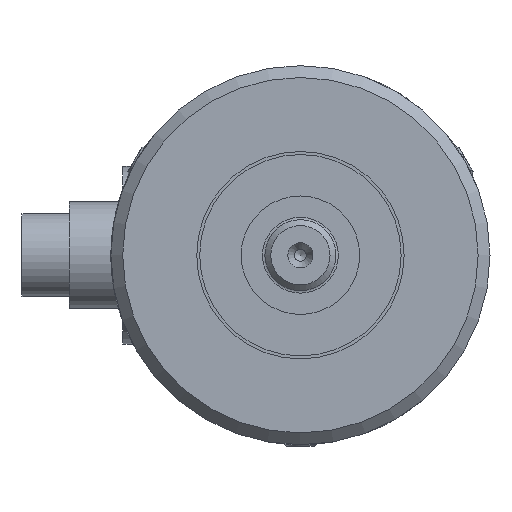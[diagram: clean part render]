
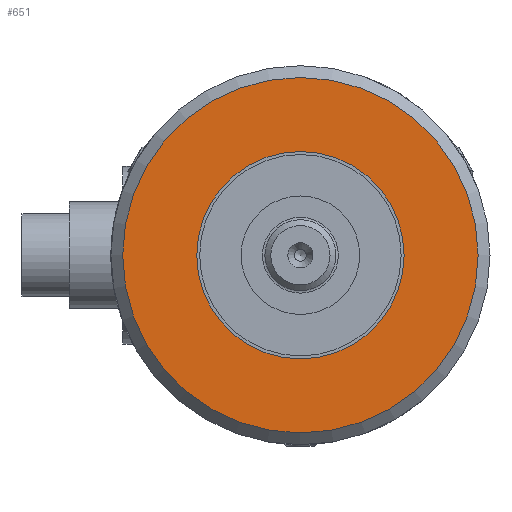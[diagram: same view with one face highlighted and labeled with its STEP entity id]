
A CAD part, left-side view. The second image highlights one B-rep face of the part: STEP entity #651.
In plain terms, the highlighted face is planar.
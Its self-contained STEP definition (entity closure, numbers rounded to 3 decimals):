
#651 = ADVANCED_FACE( '', ( #1283, #1284 ), #1285, .T. );
#1283 = FACE_OUTER_BOUND( '', #1927, .T. );
#1284 = FACE_BOUND( '', #1928, .T. );
#1285 = PLANE( '', #1929 );
#1927 = EDGE_LOOP( '', ( #3027 ) );
#1928 = EDGE_LOOP( '', ( #3028 ) );
#1929 = AXIS2_PLACEMENT_3D( '', #3029, #3030, #3031 );
#3027 = ORIENTED_EDGE( '', *, *, #3753, .T. );
#3028 = ORIENTED_EDGE( '', *, *, #3755, .T. );
#3029 = CARTESIAN_POINT( '', ( 14., 0., 16. ) );
#3030 = DIRECTION( '', ( 1., 0., 0. ) );
#3031 = DIRECTION( '', ( 0., 0., -1. ) );
#3753 = EDGE_CURVE( '', #4408, #4408, #4409, .T. );
#3755 = EDGE_CURVE( '', #4411, #4411, #4412, .T. );
#4408 = VERTEX_POINT( '', #5756 );
#4409 = CIRCLE( '', #5757, 15. );
#4411 = VERTEX_POINT( '', #5759 );
#4412 = CIRCLE( '', #5760, 8.75 );
#5756 = CARTESIAN_POINT( '', ( 14., 0., -15. ) );
#5757 = AXIS2_PLACEMENT_3D( '', #6295, #6296, #6297 );
#5759 = CARTESIAN_POINT( '', ( 14., 0., 8.75 ) );
#5760 = AXIS2_PLACEMENT_3D( '', #6298, #6299, #6300 );
#6295 = CARTESIAN_POINT( '', ( 14., 0., 0. ) );
#6296 = DIRECTION( '', ( 1., 0., 0. ) );
#6297 = DIRECTION( '', ( 0., 0., -1. ) );
#6298 = CARTESIAN_POINT( '', ( 14., 0., 0. ) );
#6299 = DIRECTION( '', ( -1., 0., 0. ) );
#6300 = DIRECTION( '', ( 0., 0., 1. ) );
